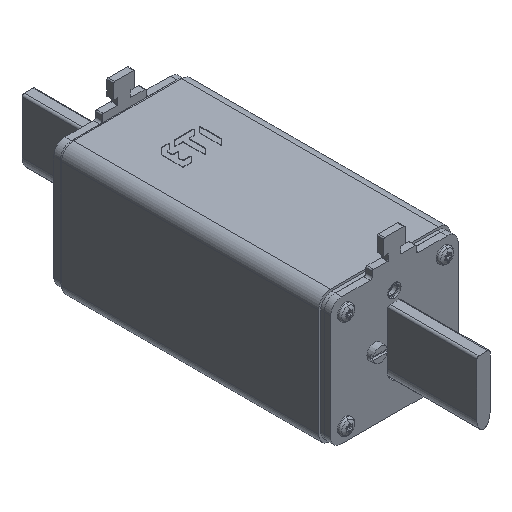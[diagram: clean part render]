
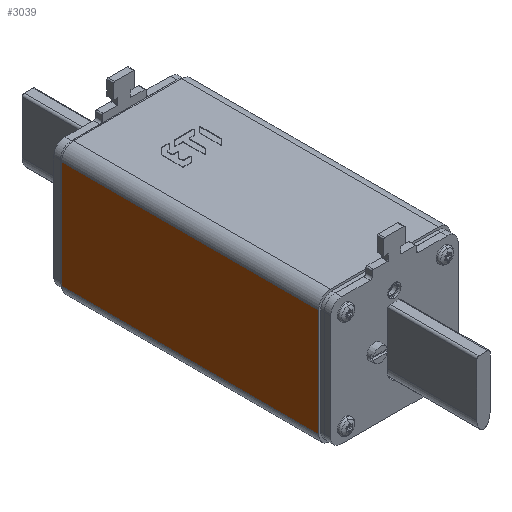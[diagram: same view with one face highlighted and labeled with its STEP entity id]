
A CAD part, isometric view. The second image highlights one B-rep face of the part: STEP entity #3039.
In plain terms, the highlighted face is planar.
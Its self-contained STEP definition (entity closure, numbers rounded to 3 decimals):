
#113=DIRECTION('',(-1.,0.,0.));
#114=VECTOR('',#113,117.);
#115=CARTESIAN_POINT('',(58.5,30.,-24.5));
#116=LINE('',#115,#114);
#128=DIRECTION('',(0.,0.,-1.));
#129=VECTOR('',#128,49.);
#130=CARTESIAN_POINT('',(-58.5,30.,24.5));
#131=LINE('',#130,#129);
#174=DIRECTION('',(0.,0.,-1.));
#175=VECTOR('',#174,49.);
#176=CARTESIAN_POINT('',(58.5,30.,24.5));
#177=LINE('',#176,#175);
#422=DIRECTION('',(1.,0.,0.));
#423=VECTOR('',#422,117.);
#424=CARTESIAN_POINT('',(-58.5,30.,24.5));
#425=LINE('',#424,#423);
#2572=CARTESIAN_POINT('',(58.5,30.,-24.5));
#2573=CARTESIAN_POINT('',(-58.5,30.,-24.5));
#2574=VERTEX_POINT('',#2572);
#2575=VERTEX_POINT('',#2573);
#2576=CARTESIAN_POINT('',(58.5,30.,24.5));
#2577=VERTEX_POINT('',#2576);
#2578=CARTESIAN_POINT('',(-58.5,30.,24.5));
#2579=VERTEX_POINT('',#2578);
#3025=CARTESIAN_POINT('',(58.5,30.,-30.));
#3026=DIRECTION('',(0.,1.,0.));
#3027=DIRECTION('',(-1.,0.,0.));
#3028=AXIS2_PLACEMENT_3D('',#3025,#3026,#3027);
#3029=PLANE('',#3028);
#3030=ORIENTED_EDGE('',*,*,#3015,.F.);
#3032=ORIENTED_EDGE('',*,*,#3031,.F.);
#3034=ORIENTED_EDGE('',*,*,#3033,.F.);
#3036=ORIENTED_EDGE('',*,*,#3035,.T.);
#3037=EDGE_LOOP('',(#3030,#3032,#3034,#3036));
#3038=FACE_OUTER_BOUND('',#3037,.F.);
#3015=EDGE_CURVE('',#2574,#2575,#116,.T.);
#3031=EDGE_CURVE('',#2577,#2574,#177,.T.);
#3033=EDGE_CURVE('',#2579,#2577,#425,.T.);
#3035=EDGE_CURVE('',#2579,#2575,#131,.T.);
#3039=ADVANCED_FACE('',(#3038),#3029,.T.);
